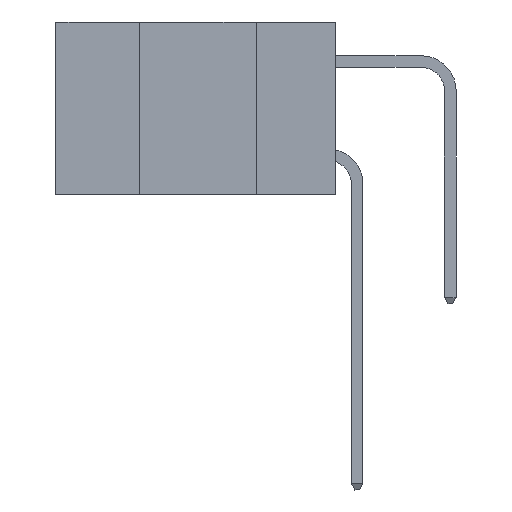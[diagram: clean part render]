
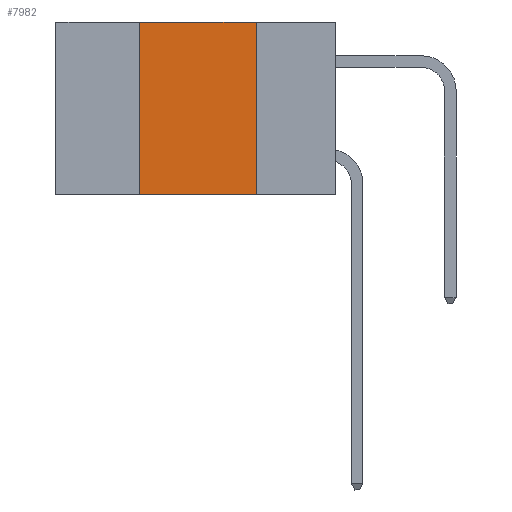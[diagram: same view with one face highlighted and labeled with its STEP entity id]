
A CAD part, left-side view. The second image highlights one B-rep face of the part: STEP entity #7982.
In plain terms, the highlighted planar face has unit normal (-1, 0, 0).
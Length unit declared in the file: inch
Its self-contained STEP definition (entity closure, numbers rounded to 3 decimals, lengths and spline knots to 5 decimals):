
#670 = CARTESIAN_POINT ( 'NONE',  ( 0., 0.42, 0. ) ) ;
#2577 = CARTESIAN_POINT ( 'NONE',  ( 0., 0.6, 0. ) ) ;
#3235 = LINE ( 'NONE', #17969, #6517 ) ;
#3355 = EDGE_CURVE ( 'NONE', #10159, #14530, #21925, .T. ) ;
#4177 = EDGE_LOOP ( 'NONE', ( #8713, #24304, #12101, #5920 ) ) ;
#4610 = CARTESIAN_POINT ( 'NONE',  ( 0., 0.42, 0. ) ) ;
#4966 = EDGE_CURVE ( 'NONE', #13685, #16394, #3235, .T. ) ;
#5920 = ORIENTED_EDGE ( 'NONE', *, *, #20352, .T. ) ;
#6490 = DIRECTION ( 'NONE',  ( 0., -1., 0. ) ) ;
#6517 = VECTOR ( 'NONE', #13926, 39.37008 ) ;
#7982 = ADVANCED_FACE ( 'NONE', ( #12740 ), #11308, .F. ) ;
#8713 = ORIENTED_EDGE ( 'NONE', *, *, #4966, .F. ) ;
#10159 = VERTEX_POINT ( 'NONE', #11696 ) ;
#10192 = AXIS2_PLACEMENT_3D ( 'NONE', #15107, #18986, #20948 ) ;
#11036 = LINE ( 'NONE', #11694, #20095 ) ;
#11308 = PLANE ( 'NONE',  #10192 ) ;
#11694 = CARTESIAN_POINT ( 'NONE',  ( 0., 0.6, -0.37 ) ) ;
#11696 = CARTESIAN_POINT ( 'NONE',  ( 0., 0.42, -0.37 ) ) ;
#11756 = CARTESIAN_POINT ( 'NONE',  ( 0., 0.17, -0.37 ) ) ;
#12101 = ORIENTED_EDGE ( 'NONE', *, *, #3355, .F. ) ;
#12740 = FACE_OUTER_BOUND ( 'NONE', #4177, .T. ) ;
#13373 = CARTESIAN_POINT ( 'NONE',  ( 0., 0.17, 0. ) ) ;
#13685 = VERTEX_POINT ( 'NONE', #13373 ) ;
#13926 = DIRECTION ( 'NONE',  ( 0., 0., -1. ) ) ;
#14290 = DIRECTION ( 'NONE',  ( 0., 0., 1. ) ) ;
#14530 = VERTEX_POINT ( 'NONE', #4610 ) ;
#15107 = CARTESIAN_POINT ( 'NONE',  ( 0., 0.6, 0. ) ) ;
#15544 = EDGE_CURVE ( 'NONE', #14530, #13685, #24833, .T. ) ;
#16394 = VERTEX_POINT ( 'NONE', #11756 ) ;
#17191 = DIRECTION ( 'NONE',  ( 0., -1., 0. ) ) ;
#17969 = CARTESIAN_POINT ( 'NONE',  ( 0., 0.17, 0. ) ) ;
#18986 = DIRECTION ( 'NONE',  ( 1., 0., 0. ) ) ;
#19482 = VECTOR ( 'NONE', #14290, 39.37008 ) ;
#20095 = VECTOR ( 'NONE', #17191, 39.37008 ) ;
#20352 = EDGE_CURVE ( 'NONE', #10159, #16394, #11036, .T. ) ;
#20539 = VECTOR ( 'NONE', #6490, 39.37008 ) ;
#20948 = DIRECTION ( 'NONE',  ( 0., 0., -1. ) ) ;
#21925 = LINE ( 'NONE', #670, #19482 ) ;
#24304 = ORIENTED_EDGE ( 'NONE', *, *, #15544, .F. ) ;
#24833 = LINE ( 'NONE', #2577, #20539 ) ;
